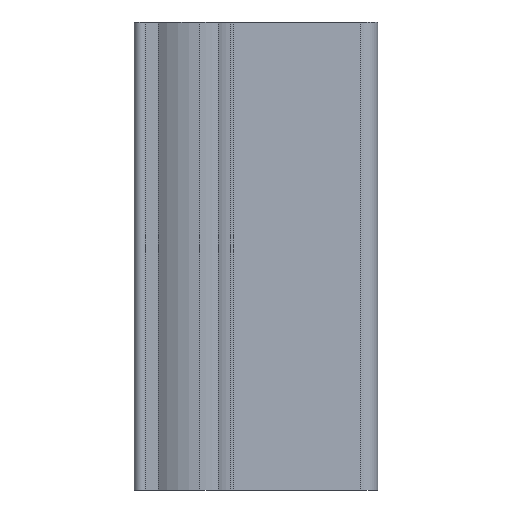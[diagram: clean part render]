
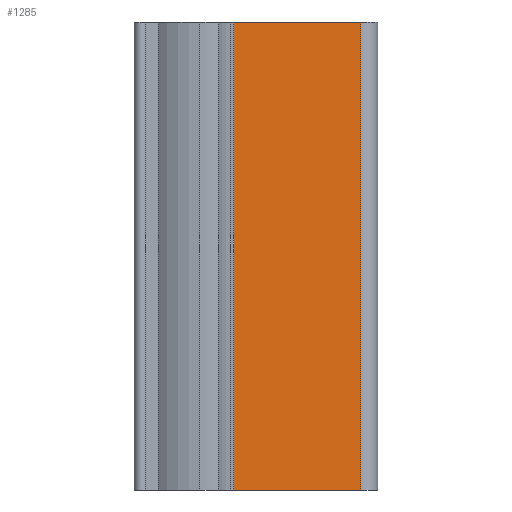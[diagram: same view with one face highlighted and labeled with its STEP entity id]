
A CAD part, left-side view. The second image highlights one B-rep face of the part: STEP entity #1285.
In plain terms, the highlighted planar face has unit normal (-0.996, -0.087, 0).
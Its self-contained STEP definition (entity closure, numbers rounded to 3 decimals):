
#26 = EDGE_CURVE ( 'NONE', #728, #1081, #1642, .T. ) ;
#147 = VECTOR ( 'NONE', #1704, 1000. ) ;
#199 = ORIENTED_EDGE ( 'NONE', *, *, #924, .F. ) ;
#229 = FACE_OUTER_BOUND ( 'NONE', #682, .T. ) ;
#363 = CARTESIAN_POINT ( 'NONE',  ( -2.814, -17.836, 30. ) ) ;
#372 = DIRECTION ( 'NONE',  ( 0.996, 0.087, 0. ) ) ;
#441 = DIRECTION ( 'NONE',  ( 0.087, -0.996, 0. ) ) ;
#506 = CARTESIAN_POINT ( 'NONE',  ( -4.184, -2.167, 30. ) ) ;
#564 = CARTESIAN_POINT ( 'NONE',  ( -3.472, -10.313, 30. ) ) ;
#576 = ORIENTED_EDGE ( 'NONE', *, *, #26, .T. ) ;
#627 = CARTESIAN_POINT ( 'NONE',  ( -4.184, -2.167, 0. ) ) ;
#630 = PLANE ( 'NONE',  #1679 ) ;
#682 = EDGE_LOOP ( 'NONE', ( #576, #199, #746, #1578 ) ) ;
#691 = CARTESIAN_POINT ( 'NONE',  ( -3.472, -10.313, 0. ) ) ;
#724 = LINE ( 'NONE', #1139, #147 ) ;
#728 = VERTEX_POINT ( 'NONE', #627 ) ;
#746 = ORIENTED_EDGE ( 'NONE', *, *, #790, .F. ) ;
#790 = EDGE_CURVE ( 'NONE', #1708, #1504, #906, .T. ) ;
#906 = LINE ( 'NONE', #1453, #1781 ) ;
#924 = EDGE_CURVE ( 'NONE', #1504, #1081, #1206, .T. ) ;
#951 = DIRECTION ( 'NONE',  ( 0.087, -0.996, 0. ) ) ;
#1081 = VERTEX_POINT ( 'NONE', #691 ) ;
#1139 = CARTESIAN_POINT ( 'NONE',  ( -4.184, -2.167, 30. ) ) ;
#1206 = LINE ( 'NONE', #1490, #1341 ) ;
#1285 = ADVANCED_FACE ( 'NONE', ( #229 ), #630, .F. ) ;
#1341 = VECTOR ( 'NONE', #1655, 1000. ) ;
#1453 = CARTESIAN_POINT ( 'NONE',  ( -2.814, -17.836, 30. ) ) ;
#1490 = CARTESIAN_POINT ( 'NONE',  ( -3.472, -10.313, 30. ) ) ;
#1504 = VERTEX_POINT ( 'NONE', #564 ) ;
#1512 = VECTOR ( 'NONE', #951, 1000. ) ;
#1526 = EDGE_CURVE ( 'NONE', #1708, #728, #724, .T. ) ;
#1578 = ORIENTED_EDGE ( 'NONE', *, *, #1526, .T. ) ;
#1642 = LINE ( 'NONE', #1649, #1512 ) ;
#1649 = CARTESIAN_POINT ( 'NONE',  ( -2.814, -17.836, 0. ) ) ;
#1655 = DIRECTION ( 'NONE',  ( 0., 0., -1. ) ) ;
#1679 = AXIS2_PLACEMENT_3D ( 'NONE', #363, #372, #1755 ) ;
#1704 = DIRECTION ( 'NONE',  ( 0., 0., -1. ) ) ;
#1708 = VERTEX_POINT ( 'NONE', #506 ) ;
#1755 = DIRECTION ( 'NONE',  ( -0.087, 0.996, 0. ) ) ;
#1781 = VECTOR ( 'NONE', #441, 1000. ) ;
